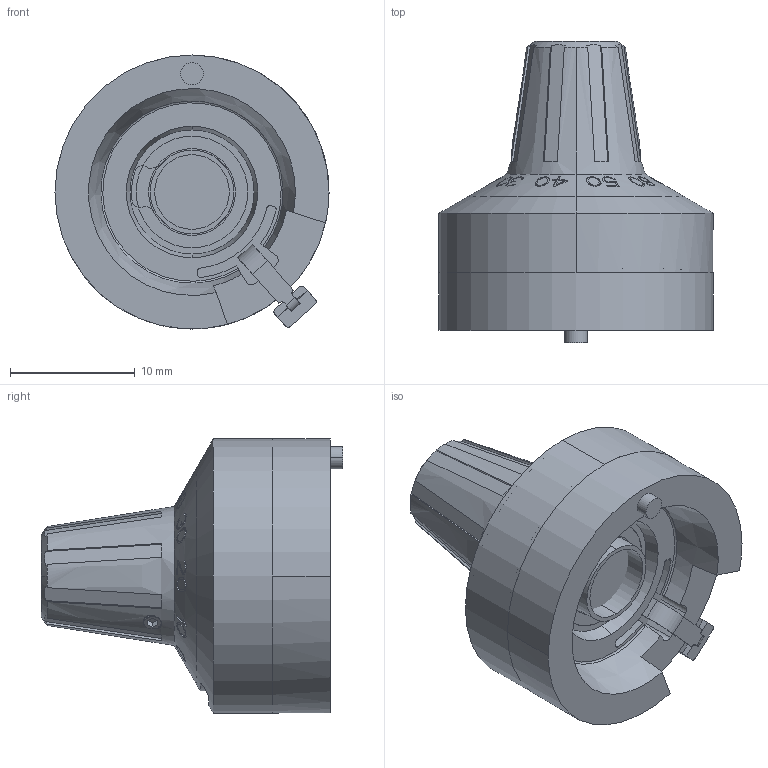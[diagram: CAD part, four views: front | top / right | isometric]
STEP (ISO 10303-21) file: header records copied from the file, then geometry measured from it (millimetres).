
FILE_DESCRIPTION((''),'2;1');
FILE_NAME('2694_ASM','2016-08-30T',('bmozley'),(''),'CREO PARAMETRIC BY PTC INC, 2016130','CREO PARAMETRIC BY PTC INC, 2016130','');
FILE_SCHEMA(('CONFIG_CONTROL_DESIGN'));
Products named in the file (18): 2696-3; 2696-15_ASM; 2696-5; 2696-16_ASM; 2696-18_ASM; 2696-4; 2696-20_ASM; 2696-6; 2696-10; 2696-14; 2696-11; 2696-8-1; 2696-17-1_ASM; 2696-19-1_ASM; 2696-13; 2696-7; 269X_FILLER; 2694_ASM
Assembly tree (17 placements, depth 5):
  2694_ASM
    2696-20_ASM
      2696-15_ASM
        2696-3
      2696-18_ASM
        2696-16_ASM
          2696-5
      2696-4
    2696-6
    2696-10
    2696-14
    2696-11
    2696-19-1_ASM
      2696-17-1_ASM
        2696-8-1
    2696-13
    2696-7
    269X_FILLER
Bounding box: 22 x 24.2 x 22 mm (x, y, z)
Volume: 6057.8 mm3; surface area: 6418.8 mm2
Topology: 11 solids, 11 shells, 2304 faces, 6527 edges, 4331 vertices
Faces by surface type: plane 1897, cylinder 323, cone 53, torus 21, bspline 8, sphere 2
Entity records: 80382 total; most frequent: CARTESIAN_POINT 23034, ORIENTED_EDGE 13050, DIRECTION 10093, EDGE_CURVE 6525, VERTEX_POINT 4331, VECTOR 4085, LINE 4085, AXIS2_PLACEMENT_3D 3004
